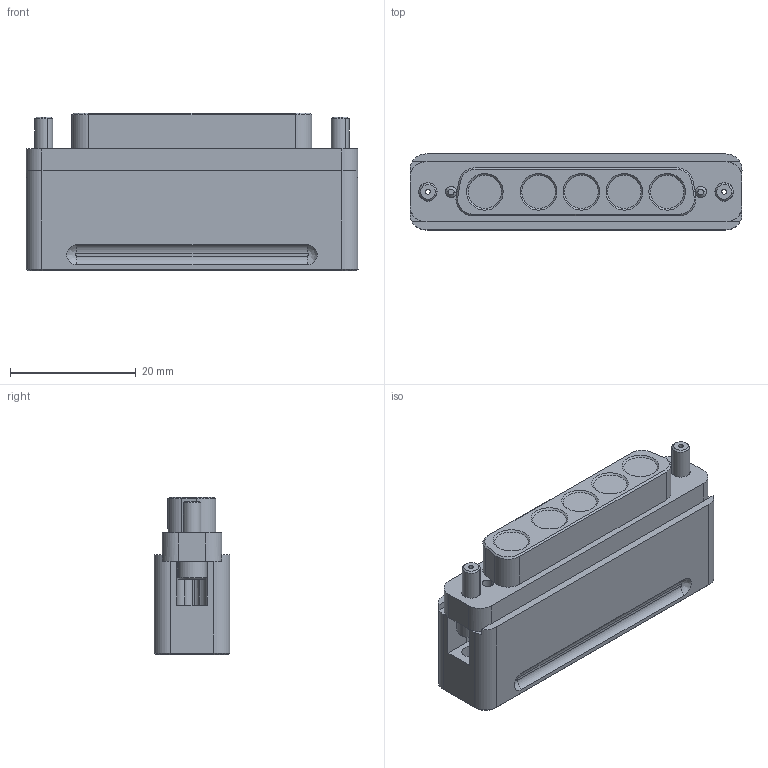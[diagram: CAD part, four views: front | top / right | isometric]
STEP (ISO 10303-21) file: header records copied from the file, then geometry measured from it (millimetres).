
FILE_DESCRIPTION (( 'STEP AP203' ), '1' );
FILE_NAME ('100933.STEP', '2015-10-06T21:21:55', ( '' ), ( '' ), 'SwSTEP 2.0', 'SolidWorks 2012', '' );
FILE_SCHEMA (( 'CONFIG_CONTROL_DESIGN' ));
Length unit declared in the file: centimetre
Products named in the file (1): 100933
Bounding box: 52.7 x 12.06 x 25.02 mm (x, y, z)
Volume: 12627.6 mm3; surface area: 5234.2 mm2
Topology: 1 solids, 1 shells, 263 faces, 618 edges, 374 vertices
Faces by surface type: cylinder 96, plane 87, cone 48, bspline 32
Entity records: 8248 total; most frequent: CARTESIAN_POINT 2195, DIRECTION 1303, ORIENTED_EDGE 1212, EDGE_CURVE 606, AXIS2_PLACEMENT_3D 512, VERTEX_POINT 368, EDGE_LOOP 298, CIRCLE 280
